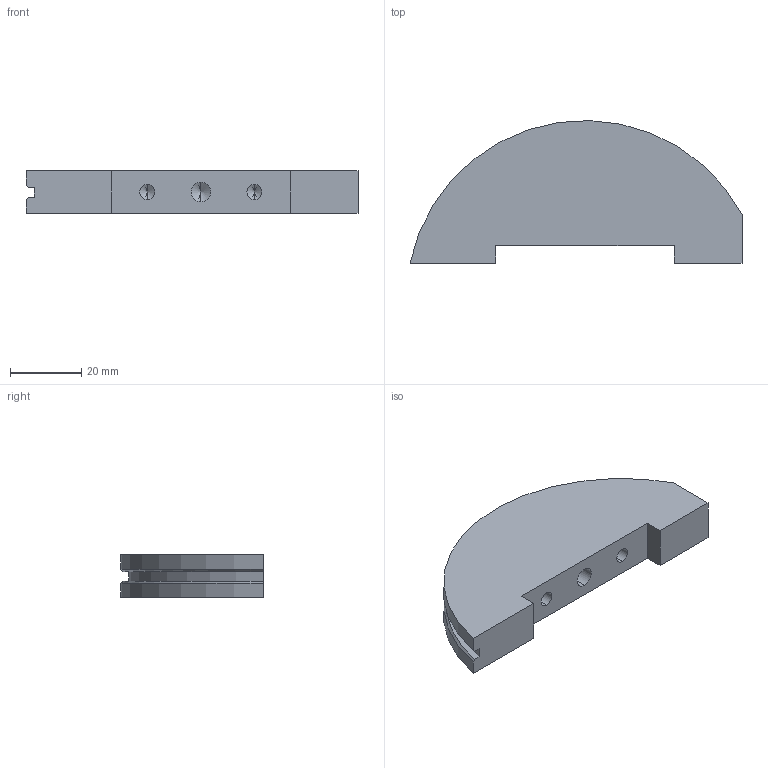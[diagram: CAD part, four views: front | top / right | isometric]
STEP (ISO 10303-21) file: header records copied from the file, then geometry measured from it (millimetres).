
FILE_DESCRIPTION (( 'STEP AP214' ), '1' );
FILE_NAME ('POULIE FLEXION.STEP', '2020-05-20T14:33:51', ( '' ), ( '' ), 'SwSTEP 2.0', 'SolidWorks 2019', '' );
FILE_SCHEMA (( 'AUTOMOTIVE_DESIGN' ));
Length unit declared in the file: millimetre
Products named in the file (2): POULIE FLEXION
Bounding box: 92.99 x 39.98 x 12 mm (x, y, z)
Volume: 30182.6 mm3; surface area: 9262.9 mm2
Topology: 1 solids, 1 shells, 31 faces, 79 edges, 46 vertices
Faces by surface type: cylinder 11, cone 10, plane 10
Entity records: 996 total; most frequent: CARTESIAN_POINT 162, DIRECTION 157, ORIENTED_EDGE 142, EDGE_CURVE 71, AXIS2_PLACEMENT_3D 57, VERTEX_POINT 46, VECTOR 43, LINE 43
